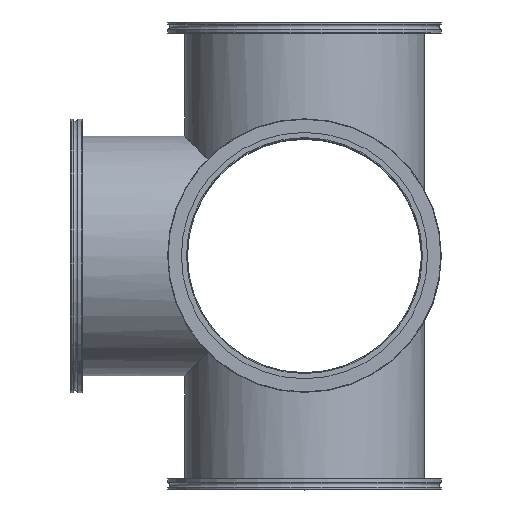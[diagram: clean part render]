
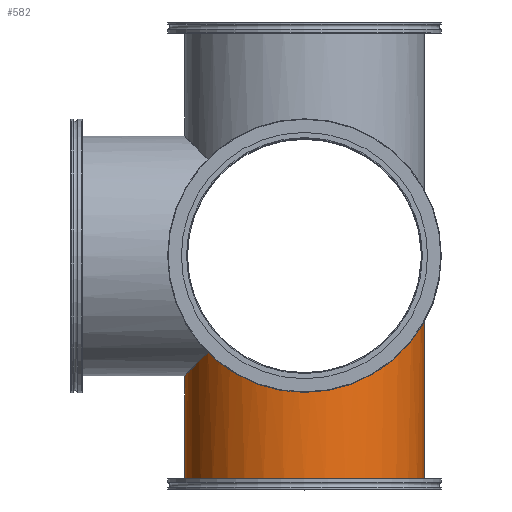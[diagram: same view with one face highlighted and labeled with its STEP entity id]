
A CAD part, top view. The second image highlights one B-rep face of the part: STEP entity #582.
In plain terms, the highlighted cylindrical face has radius 127 mm (diameter 254 mm), a full revolution.
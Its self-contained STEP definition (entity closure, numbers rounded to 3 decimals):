
#79=CIRCLE('',#700,127.);
#123=CYLINDRICAL_SURFACE('',#699,127.);
#135=FACE_OUTER_BOUND('',#169,.T.);
#169=EDGE_LOOP('',(#408,#409,#410,#411,#412,#413));
#212=LINE('',#1054,#233);
#233=VECTOR('',#818,127.);
#252=ELLIPSE('',#697,179.605,127.);
#254=ELLIPSE('',#701,179.605,127.);
#255=ELLIPSE('',#702,179.605,127.);
#268=VERTEX_POINT('',#1042);
#269=VERTEX_POINT('',#1043);
#272=VERTEX_POINT('',#1051);
#273=VERTEX_POINT('',#1053);
#323=EDGE_CURVE('',#268,#269,#252,.T.);
#327=EDGE_CURVE('',#272,#272,#79,.T.);
#328=EDGE_CURVE('',#272,#273,#212,.T.);
#329=EDGE_CURVE('',#273,#268,#254,.T.);
#330=EDGE_CURVE('',#269,#273,#255,.T.);
#408=ORIENTED_EDGE('',*,*,#327,.F.);
#409=ORIENTED_EDGE('',*,*,#328,.T.);
#410=ORIENTED_EDGE('',*,*,#329,.T.);
#411=ORIENTED_EDGE('',*,*,#323,.T.);
#412=ORIENTED_EDGE('',*,*,#330,.T.);
#413=ORIENTED_EDGE('',*,*,#328,.F.);
#582=ADVANCED_FACE('',(#135),#123,.T.);
#697=AXIS2_PLACEMENT_3D('',#1044,#808,#809);
#699=AXIS2_PLACEMENT_3D('',#1050,#814,#815);
#700=AXIS2_PLACEMENT_3D('',#1052,#816,#817);
#701=AXIS2_PLACEMENT_3D('',#1055,#819,#820);
#702=AXIS2_PLACEMENT_3D('',#1056,#821,#822);
#808=DIRECTION('center_axis',(0.707,0.,-0.707));
#809=DIRECTION('ref_axis',(-0.707,0.,-0.707));
#814=DIRECTION('center_axis',(0.,0.,-1.));
#815=DIRECTION('ref_axis',(-1.,0.,0.));
#816=DIRECTION('center_axis',(0.,0.,-1.));
#817=DIRECTION('ref_axis',(-1.,0.,0.));
#818=DIRECTION('',(0.,0.,1.));
#819=DIRECTION('center_axis',(0.,0.707,-0.707));
#820=DIRECTION('ref_axis',(0.,0.707,0.707));
#821=DIRECTION('center_axis',(0.,-0.707,
-0.707));
#822=DIRECTION('ref_axis',(0.,0.707,-0.707));
#1042=CARTESIAN_POINT('',(-89.803,-89.803,-89.803));
#1043=CARTESIAN_POINT('',(-89.803,89.803,-89.803));
#1044=CARTESIAN_POINT('Origin',(0.,0.,0.));
#1050=CARTESIAN_POINT('Origin',(0.,0.,0.));
#1051=CARTESIAN_POINT('',(127.,0.,-241.3));
#1052=CARTESIAN_POINT('Origin',(0.,0.,-241.3));
#1053=CARTESIAN_POINT('',(127.,0.,0.));
#1054=CARTESIAN_POINT('',(127.,0.,0.));
#1055=CARTESIAN_POINT('Origin',(0.,0.,0.));
#1056=CARTESIAN_POINT('Origin',(0.,0.,0.));
